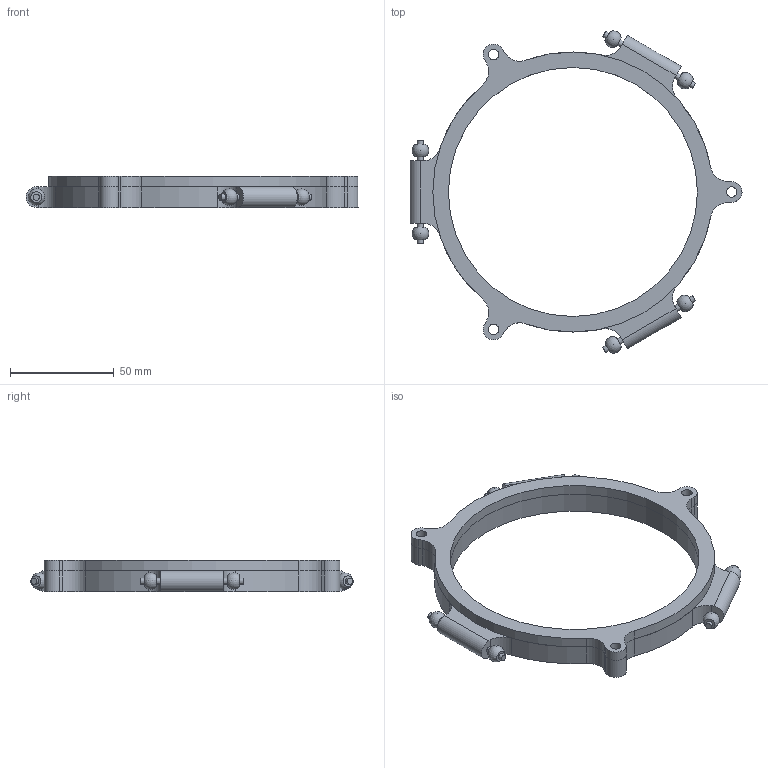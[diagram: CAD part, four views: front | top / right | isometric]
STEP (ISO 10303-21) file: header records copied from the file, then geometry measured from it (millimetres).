
FILE_DESCRIPTION(/* description */ (''),/* implementation_level */ '2;1');
FILE_NAME(/* name */ 'Work Piece Holder.step',/* time_stamp */ '2023-01-22T10:52:43+05:30',/* author */ (''),/* organization */ (''),/* preprocessor_version */ 'ST-DEVELOPER v19.2',/* originating_system */ 'Autodesk Translation Framework v11.17.0.187',/* authorisation */ '');
FILE_SCHEMA (('AUTOMOTIVE_DESIGN { 1 0 10303 214 3 1 1 }'));
Length unit declared in the file: millimetre
Products named in the file (11): Stand_New; Work Piece Holder Type 1; Component1; Ball Joint_1; Ball Joint_1_1; Ball Joint_1_2; Ball Joint_1_3; Ball Joint_1_4; Ball Joint_1_5; Joint Ball 1; Component2
Assembly tree (15 placements, depth 5):
  Stand_New
    Work Piece Holder Type 1
      Component1
        Ball Joint_1
          Joint Ball 1
        Ball Joint_1_1
          Joint Ball 1
        Ball Joint_1_2
          Joint Ball 1
        Ball Joint_1_3
          Joint Ball 1
        Ball Joint_1_4
          Joint Ball 1
        Ball Joint_1_5
          Joint Ball 1
      Component2
Bounding box: 159.99 x 155.27 x 15 mm (x, y, z)
Volume: 62542.2 mm3; surface area: 31516.5 mm2
Topology: 8 solids, 8 shells, 102 faces, 270 edges, 184 vertices
Faces by surface type: cylinder 56, plane 40, sphere 6
Full cylindrical faces by diameter (mm): 3 x12, 5 x6, 120 x2
Entity records: 3079 total; most frequent: DIRECTION 549, CARTESIAN_POINT 547, ORIENTED_EDGE 456, EDGE_CURVE 228, AXIS2_PLACEMENT_3D 219, VERTEX_POINT 154, LINE 111, VECTOR 111
